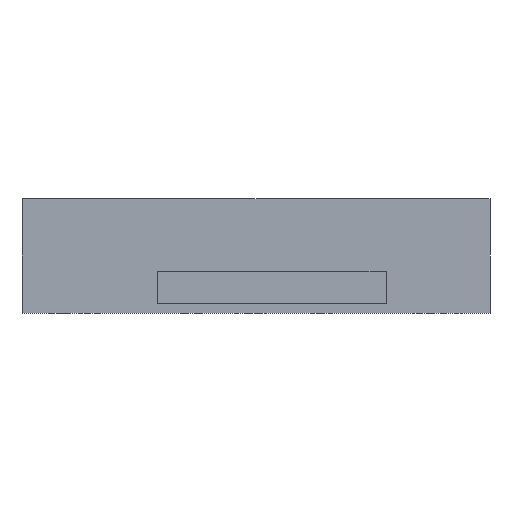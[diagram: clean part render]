
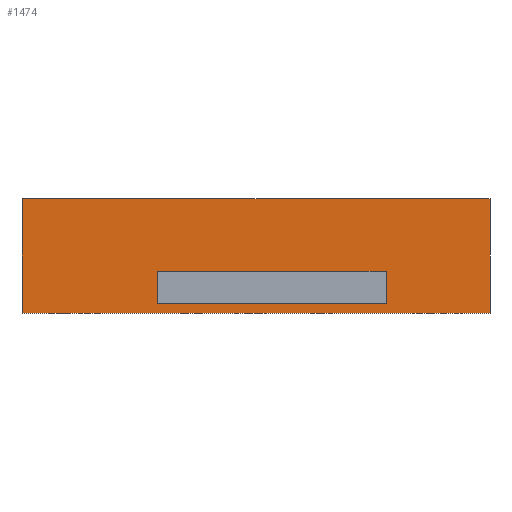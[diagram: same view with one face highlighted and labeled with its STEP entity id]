
A CAD part, front view. The second image highlights one B-rep face of the part: STEP entity #1474.
In plain terms, the highlighted planar face has unit normal (0, -1, 0).
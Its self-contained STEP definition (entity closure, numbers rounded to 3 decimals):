
#37=FACE_BOUND('',#267,.T.);
#92=PLANE('',#1612);
#168=FACE_OUTER_BOUND('',#266,.T.);
#266=EDGE_LOOP('',(#1243,#1244,#1245,#1246));
#267=EDGE_LOOP('',(#1247,#1248,#1249,#1250));
#322=LINE('',#2096,#474);
#357=LINE('',#2194,#509);
#361=LINE('',#2201,#513);
#364=LINE('',#2207,#516);
#367=LINE('',#2211,#519);
#416=LINE('',#2349,#568);
#423=LINE('',#2364,#575);
#424=LINE('',#2365,#576);
#474=VECTOR('',#1704,1.);
#509=VECTOR('',#1785,10.);
#513=VECTOR('',#1791,10.);
#516=VECTOR('',#1796,10.);
#519=VECTOR('',#1801,10.);
#568=VECTOR('',#1942,10.);
#575=VECTOR('',#1955,1.);
#576=VECTOR('',#1956,10.);
#679=VERTEX_POINT('',#2089);
#682=VERTEX_POINT('',#2094);
#721=VERTEX_POINT('',#2192);
#722=VERTEX_POINT('',#2193);
#724=VERTEX_POINT('',#2200);
#726=VERTEX_POINT('',#2206);
#769=VERTEX_POINT('',#2347);
#774=VERTEX_POINT('',#2363);
#822=EDGE_CURVE('',#682,#679,#322,.T.);
#869=EDGE_CURVE('',#721,#722,#357,.T.);
#873=EDGE_CURVE('',#724,#721,#361,.T.);
#876=EDGE_CURVE('',#726,#724,#364,.T.);
#879=EDGE_CURVE('',#722,#726,#367,.T.);
#948=EDGE_CURVE('',#769,#682,#416,.T.);
#955=EDGE_CURVE('',#774,#769,#423,.T.);
#956=EDGE_CURVE('',#774,#679,#424,.T.);
#1243=ORIENTED_EDGE('',*,*,#948,.F.);
#1244=ORIENTED_EDGE('',*,*,#955,.F.);
#1245=ORIENTED_EDGE('',*,*,#956,.T.);
#1246=ORIENTED_EDGE('',*,*,#822,.F.);
#1247=ORIENTED_EDGE('',*,*,#869,.T.);
#1248=ORIENTED_EDGE('',*,*,#879,.T.);
#1249=ORIENTED_EDGE('',*,*,#876,.T.);
#1250=ORIENTED_EDGE('',*,*,#873,.T.);
#1474=ADVANCED_FACE('',(#168,#37),#92,.T.);
#1612=AXIS2_PLACEMENT_3D('',#2362,#1953,#1954);
#1704=DIRECTION('',(-1.,0.,0.));
#1785=DIRECTION('',(0.,0.,-1.));
#1791=DIRECTION('',(1.,0.,0.));
#1796=DIRECTION('',(0.,0.,1.));
#1801=DIRECTION('',(-1.,0.,0.));
#1942=DIRECTION('',(0.,0.,-1.));
#1953=DIRECTION('center_axis',(0.,-1.,0.));
#1954=DIRECTION('ref_axis',(0.,0.,-1.));
#1955=DIRECTION('',(1.,0.,0.));
#1956=DIRECTION('',(0.,0.,-1.));
#2089=CARTESIAN_POINT('',(-625.5,522.4,268.));
#2094=CARTESIAN_POINT('',(-482.4,522.4,268.));
#2096=CARTESIAN_POINT('',(-558.01,522.4,268.));
#2192=CARTESIAN_POINT('',(-514.18,522.4,280.933));
#2193=CARTESIAN_POINT('',(-514.18,522.4,270.933));
#2194=CARTESIAN_POINT('',(-514.18,522.4,279.144));
#2200=CARTESIAN_POINT('',(-584.18,522.4,280.933));
#2201=CARTESIAN_POINT('',(-572.808,522.4,280.933));
#2206=CARTESIAN_POINT('',(-584.18,522.4,270.933));
#2207=CARTESIAN_POINT('',(-584.18,522.4,274.144));
#2211=CARTESIAN_POINT('',(-537.808,522.4,270.933));
#2347=CARTESIAN_POINT('',(-482.4,522.4,303.1));
#2349=CARTESIAN_POINT('',(-482.4,522.4,270.));
#2362=CARTESIAN_POINT('Origin',(-561.436,522.4,277.356));
#2363=CARTESIAN_POINT('',(-625.5,522.4,303.1));
#2364=CARTESIAN_POINT('',(-557.693,522.4,303.1));
#2365=CARTESIAN_POINT('',(-625.5,522.4,270.));
